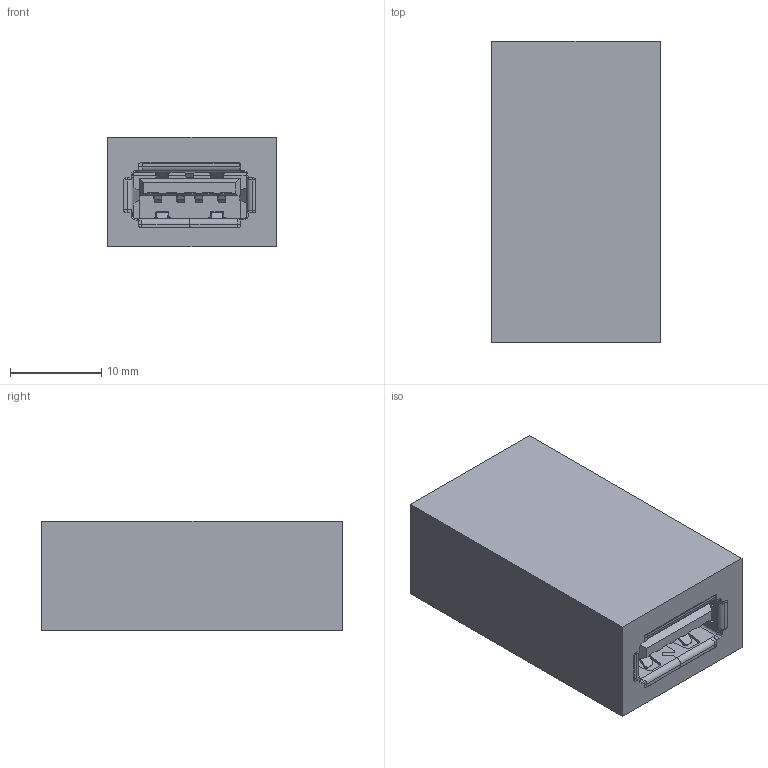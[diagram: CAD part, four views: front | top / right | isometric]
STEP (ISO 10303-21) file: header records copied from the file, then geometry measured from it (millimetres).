
FILE_DESCRIPTION(/* description */ (''),/* implementation_level */ '2;1');
FILE_NAME(/* name */ 'Generic USB Extension Female Port.step',/* time_stamp */ '2024-03-14T20:59:29+01:00',/* author */ (''),/* organization */ (''),/* preprocessor_version */ 'ST-DEVELOPER v20',/* originating_system */ 'Autodesk Translation Framework v12.20.1.177',/* authorisation */ '');
FILE_SCHEMA (('AUTOMOTIVE_DESIGN { 1 0 10303 214 3 1 1 }'));
Length unit declared in the file: millimetre
Products named in the file (1): Generic USB Extension Female Port
Bounding box: 18.5 x 33 x 12 mm (x, y, z)
Volume: 5206.4 mm3; surface area: 5620 mm2
Topology: 2 solids, 2 shells, 780 faces, 2182 edges, 1391 vertices
Faces by surface type: plane 513, cylinder 203, bspline 64
Entity records: 29806 total; most frequent: CARTESIAN_POINT 9782, ORIENTED_EDGE 4364, DIRECTION 3869, EDGE_CURVE 2182, LINE 1691, VECTOR 1691, VERTEX_POINT 1391, AXIS2_PLACEMENT_3D 1089
